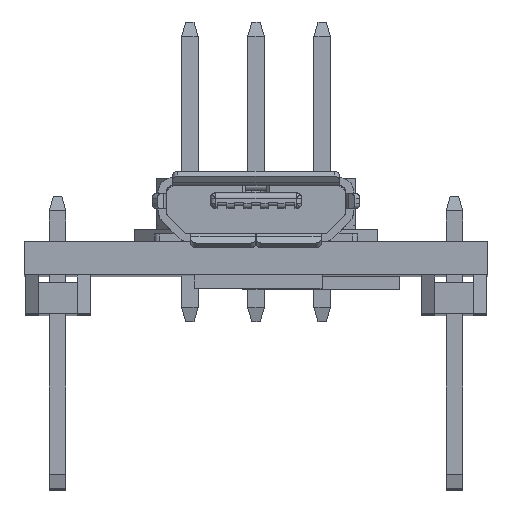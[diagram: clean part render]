
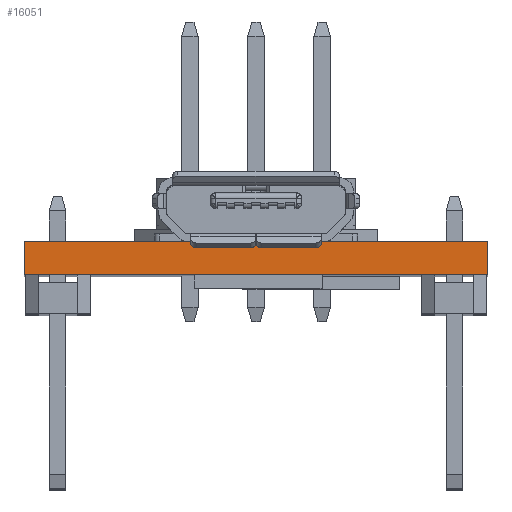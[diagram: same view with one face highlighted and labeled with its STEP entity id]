
A CAD part, top view. The second image highlights one B-rep face of the part: STEP entity #16051.
In plain terms, the highlighted planar face has unit normal (0, 0, 1).
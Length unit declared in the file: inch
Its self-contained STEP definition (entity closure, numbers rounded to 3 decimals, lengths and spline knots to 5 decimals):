
#1655 = DIRECTION ( 'NONE',  ( 0., -1., 0. ) ) ;
#3208 = CARTESIAN_POINT ( 'NONE',  ( 0.35, 0., 0.85 ) ) ;
#4270 = EDGE_CURVE ( 'NONE', #9368, #27535, #11467, .T. ) ;
#5540 = EDGE_CURVE ( 'NONE', #20926, #20083, #11236, .T. ) ;
#5986 = CARTESIAN_POINT ( 'NONE',  ( -0.35, 0., 0.85 ) ) ;
#6422 = ORIENTED_EDGE ( 'NONE', *, *, #5540, .F. ) ;
#9368 = VERTEX_POINT ( 'NONE', #5986 ) ;
#10488 = CARTESIAN_POINT ( 'NONE',  ( 0.35, 0.05, 0.85 ) ) ;
#10982 = VECTOR ( 'NONE', #18806, 39.37008 ) ;
#11236 = LINE ( 'NONE', #16374, #10982 ) ;
#11340 = VECTOR ( 'NONE', #28258, 39.37008 ) ;
#11467 = LINE ( 'NONE', #16191, #11340 ) ;
#11701 = CARTESIAN_POINT ( 'NONE',  ( 0.35, 0.05, 0.85 ) ) ;
#13984 = ORIENTED_EDGE ( 'NONE', *, *, #4270, .T. ) ;
#14805 = DIRECTION ( 'NONE',  ( 0., -1., 0. ) ) ;
#16051 = ADVANCED_FACE ( 'NONE', ( #25775 ), #26201, .F. ) ;
#16191 = CARTESIAN_POINT ( 'NONE',  ( 0.35, 0., 0.85 ) ) ;
#16374 = CARTESIAN_POINT ( 'NONE',  ( 0.35, 0.05, 0.85 ) ) ;
#16577 = DIRECTION ( 'NONE',  ( -1., 0., 0. ) ) ;
#18268 = EDGE_CURVE ( 'NONE', #20083, #27535, #25446, .T. ) ;
#18806 = DIRECTION ( 'NONE',  ( 1., 0., 0. ) ) ;
#19177 = EDGE_CURVE ( 'NONE', #20926, #9368, #20428, .T. ) ;
#19415 = ORIENTED_EDGE ( 'NONE', *, *, #18268, .F. ) ;
#20083 = VERTEX_POINT ( 'NONE', #10488 ) ;
#20329 = ORIENTED_EDGE ( 'NONE', *, *, #19177, .T. ) ;
#20393 = VECTOR ( 'NONE', #1655, 39.37008 ) ;
#20428 = LINE ( 'NONE', #23227, #20393 ) ;
#20561 = EDGE_LOOP ( 'NONE', ( #13984, #19415, #6422, #20329 ) ) ;
#20926 = VERTEX_POINT ( 'NONE', #23510 ) ;
#23227 = CARTESIAN_POINT ( 'NONE',  ( -0.35, 0.05, 0.85 ) ) ;
#23510 = CARTESIAN_POINT ( 'NONE',  ( -0.35, 0.05, 0.85 ) ) ;
#23835 = AXIS2_PLACEMENT_3D ( 'NONE', #11701, #31094, #16577 ) ;
#25412 = VECTOR ( 'NONE', #14805, 39.37008 ) ;
#25446 = LINE ( 'NONE', #26868, #25412 ) ;
#25775 = FACE_OUTER_BOUND ( 'NONE', #20561, .T. ) ;
#26201 = PLANE ( 'NONE',  #23835 ) ;
#26868 = CARTESIAN_POINT ( 'NONE',  ( 0.35, 0.05, 0.85 ) ) ;
#27535 = VERTEX_POINT ( 'NONE', #3208 ) ;
#28258 = DIRECTION ( 'NONE',  ( 1., 0., 0. ) ) ;
#31094 = DIRECTION ( 'NONE',  ( 0., 0., -1. ) ) ;
